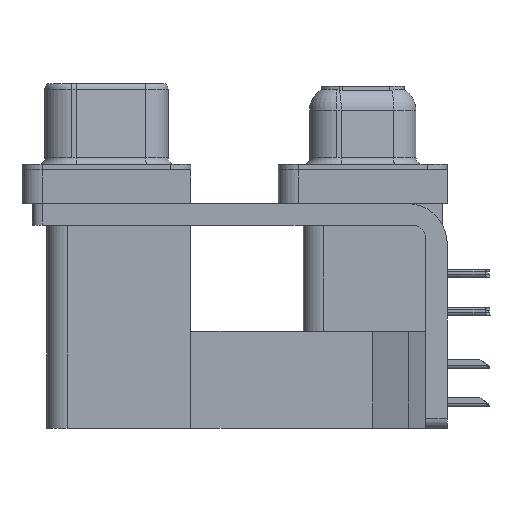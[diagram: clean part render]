
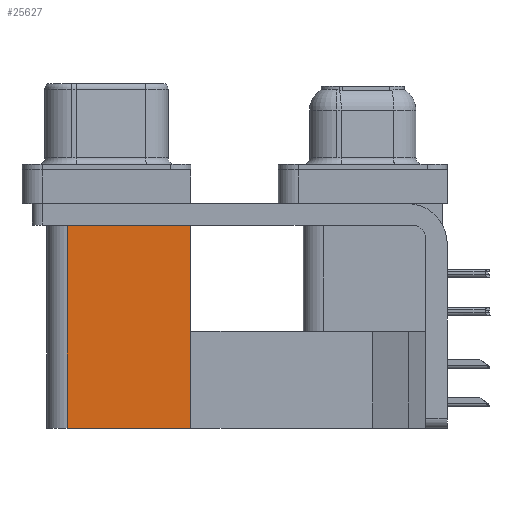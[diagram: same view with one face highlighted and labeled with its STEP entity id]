
A CAD part, left-side view. The second image highlights one B-rep face of the part: STEP entity #25627.
In plain terms, the highlighted planar face has unit normal (-1, 0, 0).
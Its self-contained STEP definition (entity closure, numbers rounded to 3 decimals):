
#567 = CARTESIAN_POINT ( 'NONE',  ( 3.79, 12.775, -19.2 ) ) ;
#1201 = AXIS2_PLACEMENT_3D ( 'NONE', #17359, #3976, #25459 ) ;
#1369 = DIRECTION ( 'NONE',  ( 0., 0., 1. ) ) ;
#1708 = VECTOR ( 'NONE', #9120, 1000. ) ;
#2073 = EDGE_CURVE ( 'NONE', #4678, #21680, #20032, .T. ) ;
#3535 = LINE ( 'NONE', #22005, #8035 ) ;
#3808 = CARTESIAN_POINT ( 'NONE',  ( 3.79, 21.975, -19.2 ) ) ;
#3851 = ORIENTED_EDGE ( 'NONE', *, *, #4738, .F. ) ;
#3976 = DIRECTION ( 'NONE',  ( 1., 0., 0. ) ) ;
#4545 = CARTESIAN_POINT ( 'NONE',  ( 3.79, 12.775, -19.2 ) ) ;
#4678 = VERTEX_POINT ( 'NONE', #13503 ) ;
#4738 = EDGE_CURVE ( 'NONE', #24349, #13280, #20004, .T. ) ;
#5867 = LINE ( 'NONE', #567, #6710 ) ;
#6710 = VECTOR ( 'NONE', #17302, 1000. ) ;
#8035 = VECTOR ( 'NONE', #8811, 1000. ) ;
#8811 = DIRECTION ( 'NONE',  ( 0., 1., 0. ) ) ;
#9120 = DIRECTION ( 'NONE',  ( 0., 0., 1. ) ) ;
#9281 = FACE_OUTER_BOUND ( 'NONE', #33183, .T. ) ;
#10653 = CARTESIAN_POINT ( 'NONE',  ( 3.79, 21.975, -2.5 ) ) ;
#12538 = VECTOR ( 'NONE', #1369, 1000. ) ;
#13280 = VERTEX_POINT ( 'NONE', #10653 ) ;
#13503 = CARTESIAN_POINT ( 'NONE',  ( 3.79, 12.775, -19.2 ) ) ;
#13867 = CARTESIAN_POINT ( 'NONE',  ( 3.79, 21.975, -19.2 ) ) ;
#15631 = CARTESIAN_POINT ( 'NONE',  ( 3.79, 12.775, -2.5 ) ) ;
#16725 = ORIENTED_EDGE ( 'NONE', *, *, #33636, .F. ) ;
#17302 = DIRECTION ( 'NONE',  ( 0., 1., 0. ) ) ;
#17359 = CARTESIAN_POINT ( 'NONE',  ( 3.79, 12.775, -19.2 ) ) ;
#20004 = LINE ( 'NONE', #3808, #1708 ) ;
#20032 = LINE ( 'NONE', #4545, #12538 ) ;
#21680 = VERTEX_POINT ( 'NONE', #15631 ) ;
#22005 = CARTESIAN_POINT ( 'NONE',  ( 3.79, 12.775, -2.5 ) ) ;
#22878 = EDGE_CURVE ( 'NONE', #21680, #13280, #3535, .T. ) ;
#24349 = VERTEX_POINT ( 'NONE', #13867 ) ;
#25459 = DIRECTION ( 'NONE',  ( 0., 0., -1. ) ) ;
#25627 = ADVANCED_FACE ( 'NONE', ( #9281 ), #30717, .F. ) ;
#27882 = ORIENTED_EDGE ( 'NONE', *, *, #22878, .T. ) ;
#30717 = PLANE ( 'NONE',  #1201 ) ;
#33183 = EDGE_LOOP ( 'NONE', ( #27882, #3851, #16725, #34401 ) ) ;
#33636 = EDGE_CURVE ( 'NONE', #4678, #24349, #5867, .T. ) ;
#34401 = ORIENTED_EDGE ( 'NONE', *, *, #2073, .T. ) ;
